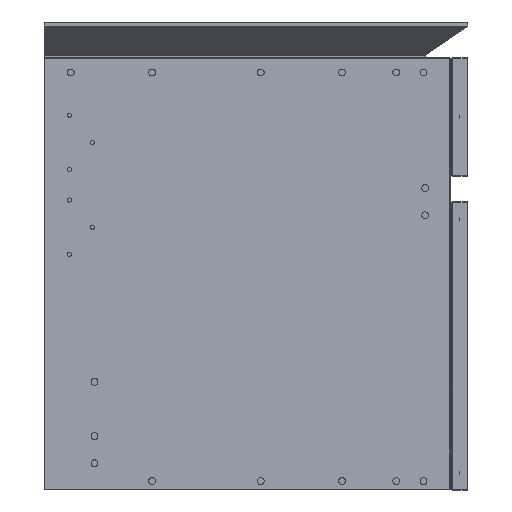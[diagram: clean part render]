
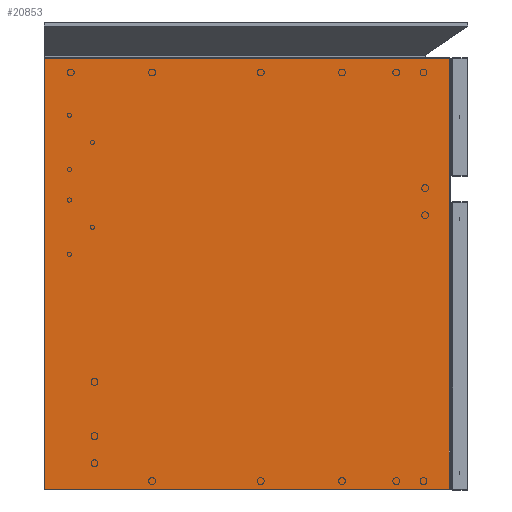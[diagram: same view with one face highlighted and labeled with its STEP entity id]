
A CAD part, left-side view. The second image highlights one B-rep face of the part: STEP entity #20853.
In plain terms, the highlighted planar face has unit normal (-1, 0, 0).
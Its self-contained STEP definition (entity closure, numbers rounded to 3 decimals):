
#19197=CARTESIAN_POINT('',(-2814.005,6054.397,-0.8));
#19198=VERTEX_POINT('',#19197);
#19205=CARTESIAN_POINT('',(-2814.005,5576.528,-0.8));
#19206=VERTEX_POINT('',#19205);
#19207=CARTESIAN_POINT('',(-2814.005,6054.397,-0.8));
#19208=DIRECTION('',(0.0,-1.0,0.0));
#19209=VECTOR('',#19208,477.869);
#19210=LINE('',#19207,#19209);
#19211=EDGE_CURVE('',#19198,#19206,#19210,.T.);
#19227=CARTESIAN_POINT('',(-2814.005,5576.528,-509.2));
#19228=VERTEX_POINT('',#19227);
#19229=CARTESIAN_POINT('',(-2814.005,6054.397,-509.2));
#19230=VERTEX_POINT('',#19229);
#19231=CARTESIAN_POINT('',(-2814.005,5576.528,-509.2));
#19232=DIRECTION('',(0.0,1.0,0.0));
#19233=VECTOR('',#19232,477.869);
#19234=LINE('',#19231,#19233);
#19235=EDGE_CURVE('',#19228,#19230,#19234,.T.);
#19267=CARTESIAN_POINT('',(-2814.005,5576.197,-508.869));
#19268=VERTEX_POINT('',#19267);
#19269=CARTESIAN_POINT('',(-2814.005,5576.197,-508.869));
#19270=DIRECTION('',(0.0,0.707,-0.707));
#19271=VECTOR('',#19270,0.469);
#19272=LINE('',#19269,#19271);
#19273=EDGE_CURVE('',#19268,#19228,#19272,.T.);
#19298=CARTESIAN_POINT('',(-2814.005,5576.197,-1.131));
#19299=VERTEX_POINT('',#19298);
#19300=CARTESIAN_POINT('',(-2814.005,5576.197,-1.131));
#19301=DIRECTION('',(0.0,0.0,-1.0));
#19302=VECTOR('',#19301,507.737);
#19303=LINE('',#19300,#19302);
#19304=EDGE_CURVE('',#19299,#19268,#19303,.T.);
#19329=CARTESIAN_POINT('',(-2814.005,5576.528,-0.8));
#19330=DIRECTION('',(0.0,-0.707,-0.707));
#19331=VECTOR('',#19330,0.469);
#19332=LINE('',#19329,#19331);
#19333=EDGE_CURVE('',#19206,#19299,#19332,.T.);
#19487=CARTESIAN_POINT('',(-2814.005,6054.397,-509.2));
#19488=DIRECTION('',(0.0,0.0,1.0));
#19489=VECTOR('',#19488,508.4);
#19490=LINE('',#19487,#19489);
#19491=EDGE_CURVE('',#19230,#19198,#19490,.T.);
#20840=CARTESIAN_POINT('',(-2814.005,5815.297,-0.799));
#20841=DIRECTION('',(-1.0,0.0,0.0));
#20842=DIRECTION('',(0.0,0.0,1.0));
#20843=AXIS2_PLACEMENT_3D('',#20840,#20841,#20842);
#20844=PLANE('',#20843);
#20845=ORIENTED_EDGE('',*,*,#19211,.F.);
#20846=ORIENTED_EDGE('',*,*,#19491,.F.);
#20847=ORIENTED_EDGE('',*,*,#19235,.F.);
#20848=ORIENTED_EDGE('',*,*,#19273,.F.);
#20849=ORIENTED_EDGE('',*,*,#19304,.F.);
#20850=ORIENTED_EDGE('',*,*,#19333,.F.);
#20851=EDGE_LOOP('',(#20845,#20846,#20847,#20848,#20849,#20850));
#20852=FACE_OUTER_BOUND('',#20851,.T.);
#20853=ADVANCED_FACE('',(#20852),#20844,.T.);
